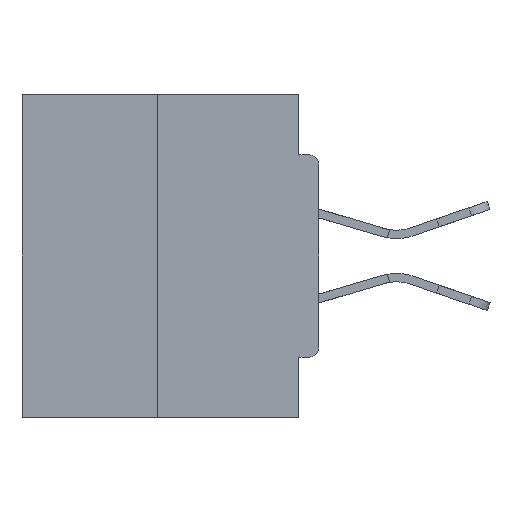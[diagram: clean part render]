
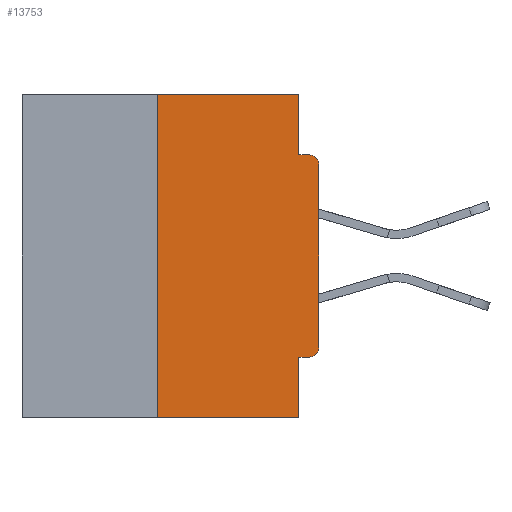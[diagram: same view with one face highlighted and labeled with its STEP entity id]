
A CAD part, left-side view. The second image highlights one B-rep face of the part: STEP entity #13753.
In plain terms, the highlighted planar face has unit normal (-1, 0, 0).
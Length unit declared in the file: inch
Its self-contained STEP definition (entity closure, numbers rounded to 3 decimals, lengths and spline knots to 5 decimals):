
#599 = VECTOR ( 'NONE', #14801, 39.37008 ) ;
#701 = DIRECTION ( 'NONE',  ( 0., 0., -1. ) ) ;
#2500 = CIRCLE ( 'NONE', #22751, 0.015 ) ;
#2573 = VERTEX_POINT ( 'NONE', #31395 ) ;
#4575 = VECTOR ( 'NONE', #5952, 39.37008 ) ;
#5626 = DIRECTION ( 'NONE',  ( 0., -1., 0. ) ) ;
#5914 = EDGE_CURVE ( 'NONE', #2573, #29381, #14167, .T. ) ;
#5952 = DIRECTION ( 'NONE',  ( 0., 0., -1. ) ) ;
#6059 = DIRECTION ( 'NONE',  ( 0., 0., 1. ) ) ;
#6505 = CARTESIAN_POINT ( 'NONE',  ( 0., 0., -0.3915 ) ) ;
#7286 = VERTEX_POINT ( 'NONE', #26167 ) ;
#8160 = EDGE_CURVE ( 'NONE', #9523, #27915, #35073, .T. ) ;
#8182 = ORIENTED_EDGE ( 'NONE', *, *, #8160, .F. ) ;
#8361 = AXIS2_PLACEMENT_3D ( 'NONE', #23289, #35435, #20859 ) ;
#8444 = EDGE_CURVE ( 'NONE', #16464, #9523, #25684, .T. ) ;
#8893 = DIRECTION ( 'NONE',  ( 0., -1., 0. ) ) ;
#9262 = ORIENTED_EDGE ( 'NONE', *, *, #18661, .T. ) ;
#9523 = VERTEX_POINT ( 'NONE', #21043 ) ;
#9558 = CARTESIAN_POINT ( 'NONE',  ( 0., 0., -0.4065 ) ) ;
#10191 = ORIENTED_EDGE ( 'NONE', *, *, #23482, .F. ) ;
#12671 = DIRECTION ( 'NONE',  ( 1., 0., 0. ) ) ;
#12701 = VERTEX_POINT ( 'NONE', #21485 ) ;
#13532 = DIRECTION ( 'NONE',  ( 0., -1., 0. ) ) ;
#13753 = ADVANCED_FACE ( 'NONE', ( #30664 ), #35802, .F. ) ;
#13934 = CARTESIAN_POINT ( 'NONE',  ( 0., 0.015, -0.0935 ) ) ;
#14167 = LINE ( 'NONE', #16805, #4575 ) ;
#14759 = EDGE_LOOP ( 'NONE', ( #36521, #10191, #36254, #34792, #14792, #9262, #32533, #27085, #15056, #8182 ) ) ;
#14792 = ORIENTED_EDGE ( 'NONE', *, *, #17382, .F. ) ;
#14801 = DIRECTION ( 'NONE',  ( 0., 1., 0. ) ) ;
#14976 = VERTEX_POINT ( 'NONE', #6505 ) ;
#15056 = ORIENTED_EDGE ( 'NONE', *, *, #15819, .F. ) ;
#15819 = EDGE_CURVE ( 'NONE', #27915, #22058, #22803, .T. ) ;
#16363 = CARTESIAN_POINT ( 'NONE',  ( 0., 0.46, -0.5 ) ) ;
#16464 = VERTEX_POINT ( 'NONE', #23142 ) ;
#16805 = CARTESIAN_POINT ( 'NONE',  ( 0., 0.031, -0.5 ) ) ;
#17382 = EDGE_CURVE ( 'NONE', #7286, #2573, #29147, .T. ) ;
#17866 = CARTESIAN_POINT ( 'NONE',  ( 0., 0.25, -0.5 ) ) ;
#18661 = EDGE_CURVE ( 'NONE', #7286, #14976, #23843, .T. ) ;
#19316 = VECTOR ( 'NONE', #8893, 39.37008 ) ;
#19507 = VECTOR ( 'NONE', #31534, 39.37008 ) ;
#19950 = LINE ( 'NONE', #28716, #19507 ) ;
#20616 = CARTESIAN_POINT ( 'NONE',  ( 0., 0.031, -0.0935 ) ) ;
#20859 = DIRECTION ( 'NONE',  ( 0., 0., -1. ) ) ;
#21043 = CARTESIAN_POINT ( 'NONE',  ( 0., 0.031, 0. ) ) ;
#21485 = CARTESIAN_POINT ( 'NONE',  ( 0., 0., -0.1085 ) ) ;
#21882 = DIRECTION ( 'NONE',  ( 0., 0., -1. ) ) ;
#22058 = VERTEX_POINT ( 'NONE', #13934 ) ;
#22425 = EDGE_CURVE ( 'NONE', #24080, #29381, #34252, .T. ) ;
#22603 = EDGE_CURVE ( 'NONE', #14976, #12701, #23234, .T. ) ;
#22751 = AXIS2_PLACEMENT_3D ( 'NONE', #36459, #27299, #21882 ) ;
#22803 = LINE ( 'NONE', #33648, #29143 ) ;
#23142 = CARTESIAN_POINT ( 'NONE',  ( 0., 0.25, 0. ) ) ;
#23234 = LINE ( 'NONE', #28992, #31387 ) ;
#23289 = CARTESIAN_POINT ( 'NONE',  ( 0., 0.015, -0.3915 ) ) ;
#23482 = EDGE_CURVE ( 'NONE', #24080, #16464, #19950, .T. ) ;
#23843 = CIRCLE ( 'NONE', #8361, 0.015 ) ;
#24080 = VERTEX_POINT ( 'NONE', #17866 ) ;
#24583 = CARTESIAN_POINT ( 'NONE',  ( 0., 0.46, 0. ) ) ;
#24921 = VECTOR ( 'NONE', #701, 39.37008 ) ;
#25684 = LINE ( 'NONE', #33918, #19316 ) ;
#26167 = CARTESIAN_POINT ( 'NONE',  ( 0., 0.015, -0.4065 ) ) ;
#27085 = ORIENTED_EDGE ( 'NONE', *, *, #33672, .T. ) ;
#27299 = DIRECTION ( 'NONE',  ( -1., 0., 0. ) ) ;
#27915 = VERTEX_POINT ( 'NONE', #20616 ) ;
#28716 = CARTESIAN_POINT ( 'NONE',  ( 0., 0.25, 0. ) ) ;
#28992 = CARTESIAN_POINT ( 'NONE',  ( 0., 0., 0. ) ) ;
#29143 = VECTOR ( 'NONE', #5626, 39.37008 ) ;
#29147 = LINE ( 'NONE', #9558, #599 ) ;
#29381 = VERTEX_POINT ( 'NONE', #29619 ) ;
#29619 = CARTESIAN_POINT ( 'NONE',  ( 0., 0.031, -0.5 ) ) ;
#30337 = AXIS2_PLACEMENT_3D ( 'NONE', #24583, #12671, #33172 ) ;
#30664 = FACE_OUTER_BOUND ( 'NONE', #14759, .T. ) ;
#31387 = VECTOR ( 'NONE', #6059, 39.37008 ) ;
#31395 = CARTESIAN_POINT ( 'NONE',  ( 0., 0.031, -0.4065 ) ) ;
#31534 = DIRECTION ( 'NONE',  ( 0., 0., 1. ) ) ;
#32533 = ORIENTED_EDGE ( 'NONE', *, *, #22603, .T. ) ;
#33172 = DIRECTION ( 'NONE',  ( 0., 0., -1. ) ) ;
#33648 = CARTESIAN_POINT ( 'NONE',  ( 0., 0., -0.0935 ) ) ;
#33672 = EDGE_CURVE ( 'NONE', #12701, #22058, #2500, .T. ) ;
#33918 = CARTESIAN_POINT ( 'NONE',  ( 0., 0.46, 0. ) ) ;
#34252 = LINE ( 'NONE', #16363, #34961 ) ;
#34792 = ORIENTED_EDGE ( 'NONE', *, *, #5914, .F. ) ;
#34961 = VECTOR ( 'NONE', #13532, 39.37008 ) ;
#35073 = LINE ( 'NONE', #35612, #24921 ) ;
#35435 = DIRECTION ( 'NONE',  ( -1., 0., 0. ) ) ;
#35612 = CARTESIAN_POINT ( 'NONE',  ( 0., 0.031, 0. ) ) ;
#35802 = PLANE ( 'NONE',  #30337 ) ;
#36254 = ORIENTED_EDGE ( 'NONE', *, *, #22425, .T. ) ;
#36459 = CARTESIAN_POINT ( 'NONE',  ( 0., 0.015, -0.1085 ) ) ;
#36521 = ORIENTED_EDGE ( 'NONE', *, *, #8444, .F. ) ;
